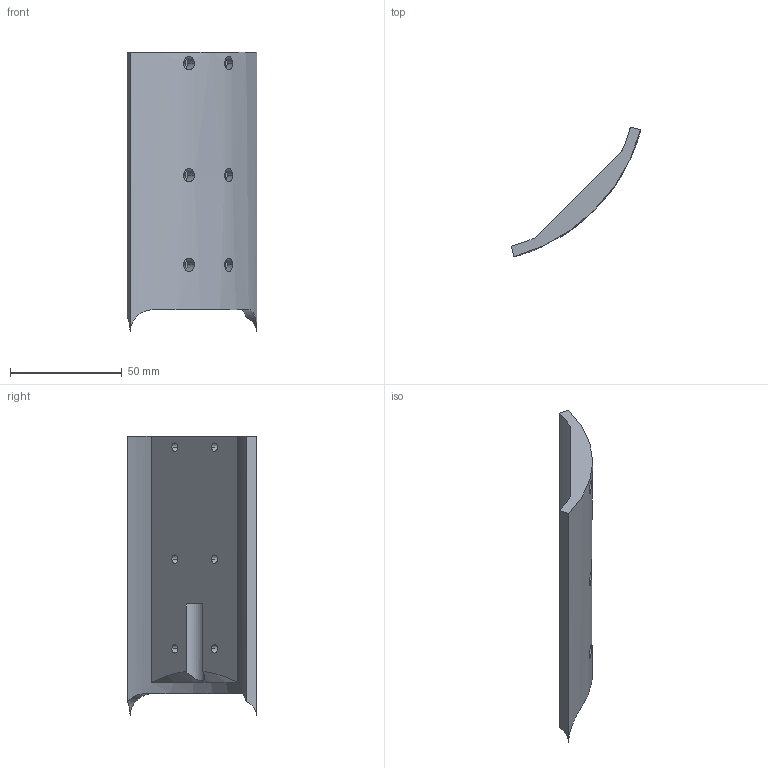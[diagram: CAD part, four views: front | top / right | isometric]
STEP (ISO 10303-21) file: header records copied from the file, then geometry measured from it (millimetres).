
FILE_DESCRIPTION (( 'STEP AP214' ), '1' );
FILE_NAME ('waist_to_mobile_ver2_2.STEP', '2024-12-27T02:50:02', ( '' ), ( '' ), 'SwSTEP 2.0', 'SolidWorks 2024', '' );
FILE_SCHEMA (( 'AUTOMOTIVE_DESIGN' ));
Length unit declared in the file: millimetre
Products named in the file (1): waist_to_mobile_ver2_2
Bounding box: 57.81 x 57.81 x 125 mm (x, y, z)
Volume: 63065.3 mm3; surface area: 21659.8 mm2
Topology: 1 solids, 1 shells, 42 faces, 102 edges, 68 vertices
Faces by surface type: cylinder 29, plane 12, cone 1
Entity records: 1748 total; most frequent: CARTESIAN_POINT 709, DIRECTION 210, ORIENTED_EDGE 204, EDGE_CURVE 102, AXIS2_PLACEMENT_3D 86, VERTEX_POINT 68, EDGE_LOOP 60, CIRCLE 43
